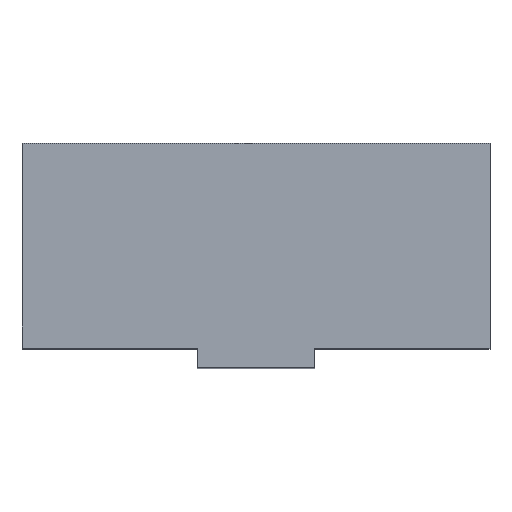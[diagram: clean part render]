
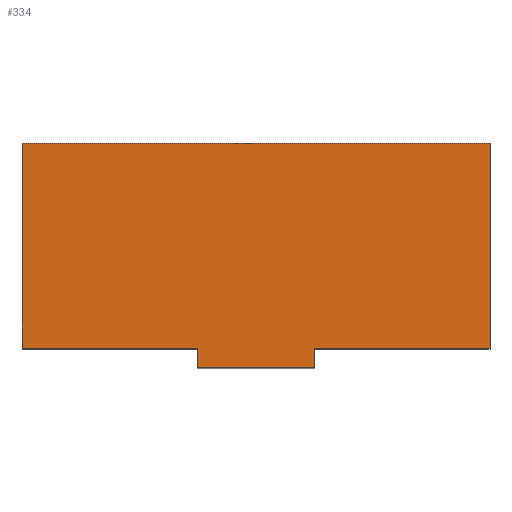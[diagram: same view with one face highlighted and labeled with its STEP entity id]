
A CAD part, top view. The second image highlights one B-rep face of the part: STEP entity #334.
In plain terms, the highlighted planar face has unit normal (0, 0, 1).
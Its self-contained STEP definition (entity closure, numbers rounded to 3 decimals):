
#49=PLANE('',#431);
#65=FACE_OUTER_BOUND('',#87,.T.);
#87=EDGE_LOOP('',(#287,#288,#289,#290,#291,#292,#293,#294));
#106=LINE('',#589,#136);
#109=LINE('',#594,#139);
#111=LINE('',#598,#141);
#113=LINE('',#602,#143);
#115=LINE('',#606,#145);
#117=LINE('',#610,#147);
#119=LINE('',#614,#149);
#121=LINE('',#617,#151);
#136=VECTOR('',#483,10.);
#139=VECTOR('',#488,10.);
#141=VECTOR('',#492,10.);
#143=VECTOR('',#496,10.);
#145=VECTOR('',#500,10.);
#147=VECTOR('',#504,10.);
#149=VECTOR('',#508,10.);
#151=VECTOR('',#512,10.);
#179=VERTEX_POINT('',#587);
#180=VERTEX_POINT('',#588);
#181=VERTEX_POINT('',#593);
#182=VERTEX_POINT('',#597);
#183=VERTEX_POINT('',#601);
#184=VERTEX_POINT('',#605);
#185=VERTEX_POINT('',#609);
#186=VERTEX_POINT('',#613);
#208=EDGE_CURVE('',#179,#180,#106,.T.);
#211=EDGE_CURVE('',#180,#181,#109,.T.);
#213=EDGE_CURVE('',#181,#182,#111,.T.);
#215=EDGE_CURVE('',#182,#183,#113,.T.);
#217=EDGE_CURVE('',#183,#184,#115,.T.);
#219=EDGE_CURVE('',#184,#185,#117,.T.);
#221=EDGE_CURVE('',#185,#186,#119,.T.);
#223=EDGE_CURVE('',#186,#179,#121,.T.);
#287=ORIENTED_EDGE('',*,*,#208,.F.);
#288=ORIENTED_EDGE('',*,*,#223,.F.);
#289=ORIENTED_EDGE('',*,*,#221,.F.);
#290=ORIENTED_EDGE('',*,*,#219,.F.);
#291=ORIENTED_EDGE('',*,*,#217,.F.);
#292=ORIENTED_EDGE('',*,*,#215,.F.);
#293=ORIENTED_EDGE('',*,*,#213,.F.);
#294=ORIENTED_EDGE('',*,*,#211,.F.);
#334=ADVANCED_FACE('',(#65),#49,.T.);
#431=AXIS2_PLACEMENT_3D('',#618,#513,#514);
#483=DIRECTION('',(0.,-1.,0.));
#488=DIRECTION('',(-1.,0.,0.));
#492=DIRECTION('',(0.,1.,0.));
#496=DIRECTION('',(-1.,0.,0.));
#500=DIRECTION('',(0.,1.,0.));
#504=DIRECTION('',(1.,0.,0.));
#508=DIRECTION('',(0.,-1.,0.));
#512=DIRECTION('',(-1.,0.,0.));
#513=DIRECTION('center_axis',(0.,0.,1.));
#514=DIRECTION('ref_axis',(1.,0.,0.));
#587=CARTESIAN_POINT('',(3.,1.,16.));
#588=CARTESIAN_POINT('',(3.,0.,16.));
#589=CARTESIAN_POINT('',(3.,1.,16.));
#593=CARTESIAN_POINT('',(-3.,0.,16.));
#594=CARTESIAN_POINT('',(3.,0.,16.));
#597=CARTESIAN_POINT('',(-3.,1.,16.));
#598=CARTESIAN_POINT('',(-3.,0.,16.));
#601=CARTESIAN_POINT('',(-12.,1.,16.));
#602=CARTESIAN_POINT('',(-3.,1.,16.));
#605=CARTESIAN_POINT('',(-12.,11.5,16.));
#606=CARTESIAN_POINT('',(-12.,1.,16.));
#609=CARTESIAN_POINT('',(12.,11.5,16.));
#610=CARTESIAN_POINT('',(-12.,11.5,16.));
#613=CARTESIAN_POINT('',(12.,1.,16.));
#614=CARTESIAN_POINT('',(12.,11.5,16.));
#617=CARTESIAN_POINT('',(12.,1.,16.));
#618=CARTESIAN_POINT('Origin',(0.,6.004,16.));
